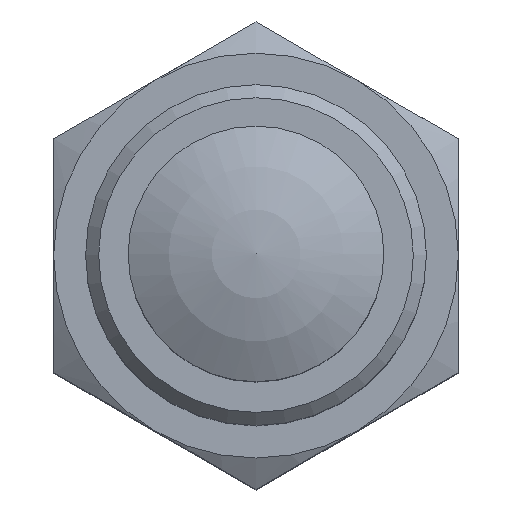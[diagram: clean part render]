
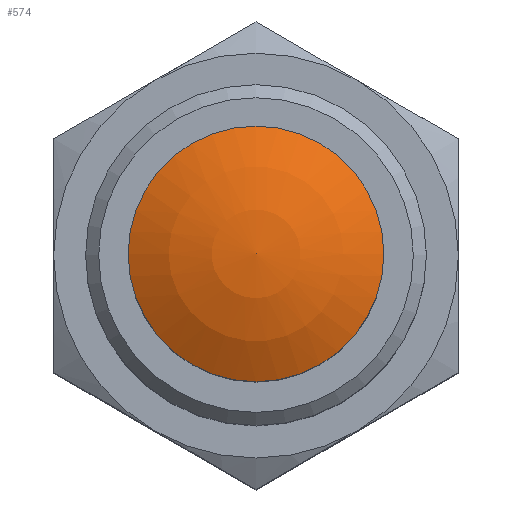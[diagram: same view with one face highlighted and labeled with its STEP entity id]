
A CAD part, top view. The second image highlights one B-rep face of the part: STEP entity #574.
In plain terms, the highlighted spherical face has radius 12 mm.
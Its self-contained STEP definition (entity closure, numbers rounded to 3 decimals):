
#34=SPHERICAL_SURFACE('',#657,12.);
#159=ORIENTED_EDGE('',*,*,#303,.T.);
#303=EDGE_CURVE('',#377,#377,#421,.T.);
#377=VERTEX_POINT('',#957);
#421=CIRCLE('',#656,6.);
#455=EDGE_LOOP('',(#159));
#509=FACE_BOUND('',#455,.T.);
#574=ADVANCED_FACE('',(#509),#34,.T.);
#656=AXIS2_PLACEMENT_3D('',#956,#766,#767);
#657=AXIS2_PLACEMENT_3D('',#958,#768,#769);
#766=DIRECTION('',(1.,0.,0.));
#767=DIRECTION('',(0.,0.,-1.));
#768=DIRECTION('',(1.,0.,0.));
#769=DIRECTION('',(0.,1.,0.));
#956=CARTESIAN_POINT('',(30.892,0.,0.));
#957=CARTESIAN_POINT('',(30.892,0.,-6.));
#958=CARTESIAN_POINT('',(20.5,0.,0.));
